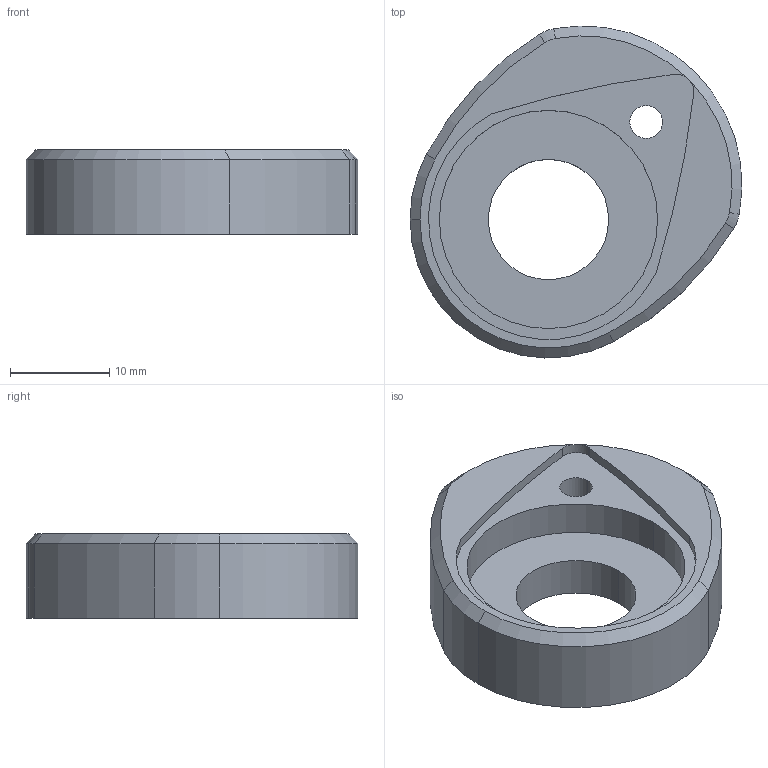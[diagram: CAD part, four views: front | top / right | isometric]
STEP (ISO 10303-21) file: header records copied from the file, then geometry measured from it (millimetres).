
FILE_DESCRIPTION (( 'STEP AP214' ), '1' );
FILE_NAME ('DR4036.STEP', '2017-10-25T16:16:07', ( 'Accounting' ), ( 'Microsoft' ), 'SwSTEP 2.0', 'SolidWorks 2017', '' );
FILE_SCHEMA (( 'AUTOMOTIVE_DESIGN' ));
Length unit declared in the file: millimetre
Products named in the file (1): DR4036
Bounding box: 33.45 x 33.44 x 8.5 mm (x, y, z)
Volume: 4577.3 mm3; surface area: 2917.7 mm2
Topology: 1 solids, 1 shells, 35 faces, 83 edges, 53 vertices
Faces by surface type: cylinder 22, cone 7, plane 6
Entity records: 1079 total; most frequent: DIRECTION 207, CARTESIAN_POINT 177, ORIENTED_EDGE 166, AXIS2_PLACEMENT_3D 89, EDGE_CURVE 83, VERTEX_POINT 53, CIRCLE 53, EDGE_LOOP 42
